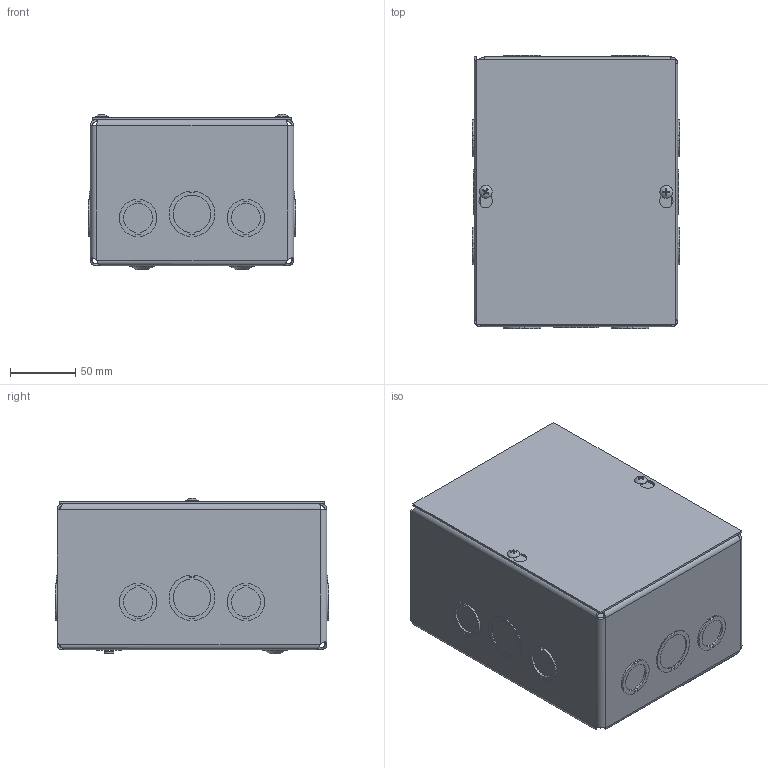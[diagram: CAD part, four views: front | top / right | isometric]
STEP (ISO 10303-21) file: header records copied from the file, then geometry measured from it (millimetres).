
FILE_DESCRIPTION(/* description */ ('SC, 8" X 6" X 4", NEMA1, CS'),/* implementation_level */ '2;1');
FILE_NAME(/* name */ 'SC060804.stp',/* time_stamp */ '2023-08-19T12:36:22-05:00',/* author */ ('kadelman'),/* organization */ (''),/* preprocessor_version */ 'ST-DEVELOPER v18.1',/* originating_system */ 'Autodesk Inventor 2020',/* authorisation */ '');
FILE_SCHEMA (('AUTOMOTIVE_DESIGN { 1 0 10303 214 3 1 1 }'));
Length unit declared in the file: inch
Products named in the file (5): SC060804; SC0608BKP; SC060804WRA; SC0608LPA; 34056
Assembly tree (5 placements, depth 2):
  SC060804
    SC0608BKP
    SC060804WRA
    SC0608LPA
    34056  x2
Bounding box: 158.72 x 209.52 x 119.2 mm (x, y, z)
Volume: 254167.6 mm3; surface area: 333735 mm2
Topology: 21 solids, 21 shells, 629 faces, 1641 edges, 1073 vertices
Faces by surface type: plane 372, cylinder 129, bspline 46, torus 36, cone 28, sphere 18
Full cylindrical faces by diameter (mm): 3.581 x2, 4.166 x2, 4.191 x1, 5.803 x1, 7.62 x4, 9.754 x2
Entity records: 20329 total; most frequent: CARTESIAN_POINT 4832, ORIENTED_EDGE 3098, DIRECTION 2921, EDGE_CURVE 1549, LINE 1071, VECTOR 1071, VERTEX_POINT 1022, AXIS2_PLACEMENT_3D 925
